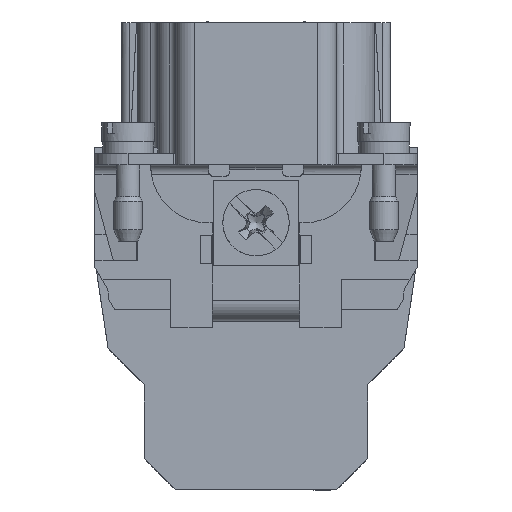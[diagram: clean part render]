
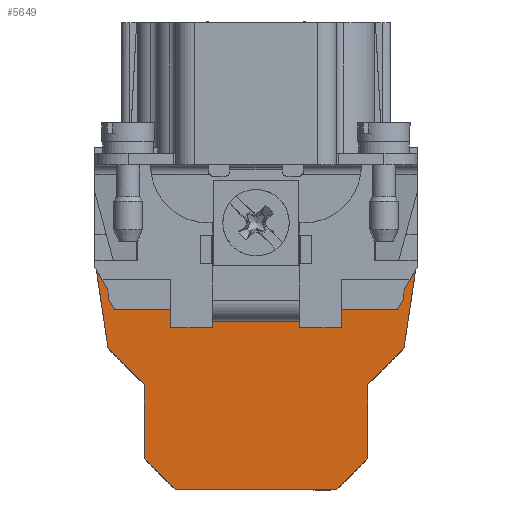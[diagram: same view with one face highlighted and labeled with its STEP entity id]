
A CAD part, left-side view. The second image highlights one B-rep face of the part: STEP entity #5649.
In plain terms, the highlighted planar face has unit normal (-1, 0, 0).
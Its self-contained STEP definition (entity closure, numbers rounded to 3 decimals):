
#4358=FACE_OUTER_BOUND('',#8910,.T.);
#5649=ADVANCED_FACE('',(#4358),#7156,.T.);
#7156=PLANE('',#34201);
#8910=EDGE_LOOP('',(#12366,#12367,#12368,#12369,#12370,#12371,#12372,#12373,
#12374,#12375,#12376,#12377,#12378,#12379,#12380,#12381,#12382,#12383));
#12366=ORIENTED_EDGE('',*,*,#22377,.F.);
#12367=ORIENTED_EDGE('',*,*,#21162,.T.);
#12368=ORIENTED_EDGE('',*,*,#22378,.T.);
#12369=ORIENTED_EDGE('',*,*,#22379,.T.);
#12370=ORIENTED_EDGE('',*,*,#22380,.T.);
#12371=ORIENTED_EDGE('',*,*,#22381,.F.);
#12372=ORIENTED_EDGE('',*,*,#22150,.F.);
#12373=ORIENTED_EDGE('',*,*,#22063,.F.);
#12374=ORIENTED_EDGE('',*,*,#22055,.F.);
#12375=ORIENTED_EDGE('',*,*,#21798,.T.);
#12376=ORIENTED_EDGE('',*,*,#22143,.F.);
#12377=ORIENTED_EDGE('',*,*,#21800,.F.);
#12378=ORIENTED_EDGE('',*,*,#22132,.F.);
#12379=ORIENTED_EDGE('',*,*,#22125,.F.);
#12380=ORIENTED_EDGE('',*,*,#22205,.F.);
#12381=ORIENTED_EDGE('',*,*,#22382,.T.);
#12382=ORIENTED_EDGE('',*,*,#22383,.F.);
#12383=ORIENTED_EDGE('',*,*,#22384,.F.);
#18421=VERTEX_POINT('',#44162);
#18422=VERTEX_POINT('',#44164);
#18883=VERTEX_POINT('',#45338);
#18888=VERTEX_POINT('',#45349);
#19007=VERTEX_POINT('',#45662);
#19010=VERTEX_POINT('',#45667);
#19012=VERTEX_POINT('',#45672);
#19013=VERTEX_POINT('',#45674);
#19176=VERTEX_POINT('',#46180);
#19182=VERTEX_POINT('',#46196);
#19219=VERTEX_POINT('',#46319);
#19220=VERTEX_POINT('',#46321);
#19386=VERTEX_POINT('',#46811);
#19387=VERTEX_POINT('',#46813);
#19388=VERTEX_POINT('',#46815);
#19389=VERTEX_POINT('',#46817);
#19390=VERTEX_POINT('',#46820);
#19391=VERTEX_POINT('',#46822);
#21162=EDGE_CURVE('',#18422,#18421,#26810,.T.);
#21798=EDGE_CURVE('',#19007,#19010,#27307,.T.);
#21800=EDGE_CURVE('',#19012,#19013,#27309,.T.);
#22055=EDGE_CURVE('',#19007,#19176,#27518,.T.);
#22063=EDGE_CURVE('',#19176,#19182,#27526,.T.);
#22125=EDGE_CURVE('',#19219,#19220,#27576,.T.);
#22132=EDGE_CURVE('',#19220,#19012,#27583,.T.);
#22143=EDGE_CURVE('',#19013,#19010,#27592,.T.);
#22150=EDGE_CURVE('',#19182,#18888,#27599,.T.);
#22205=EDGE_CURVE('',#18883,#19219,#27648,.T.);
#22377=EDGE_CURVE('',#18422,#19386,#27772,.T.);
#22378=EDGE_CURVE('',#18421,#19387,#27773,.T.);
#22379=EDGE_CURVE('',#19387,#19388,#27774,.T.);
#22380=EDGE_CURVE('',#19388,#19389,#27775,.T.);
#22381=EDGE_CURVE('',#18888,#19389,#27776,.T.);
#22382=EDGE_CURVE('',#18883,#19390,#27777,.T.);
#22383=EDGE_CURVE('',#19391,#19390,#27778,.T.);
#22384=EDGE_CURVE('',#19386,#19391,#27779,.T.);
#26810=LINE('',#44163,#29780);
#27307=LINE('',#45668,#30277);
#27309=LINE('',#45673,#30279);
#27518=LINE('',#46179,#30488);
#27526=LINE('',#46195,#30496);
#27576=LINE('',#46320,#30546);
#27583=LINE('',#46333,#30553);
#27592=LINE('',#46354,#30562);
#27599=LINE('',#46366,#30569);
#27648=LINE('',#46467,#30618);
#27772=LINE('',#46810,#30742);
#27773=LINE('',#46812,#30743);
#27774=LINE('',#46814,#30744);
#27775=LINE('',#46816,#30745);
#27776=LINE('',#46818,#30746);
#27777=LINE('',#46819,#30747);
#27778=LINE('',#46821,#30748);
#27779=LINE('',#46823,#30749);
#29780=VECTOR('',#36032,1.);
#30277=VECTOR('',#36939,1.);
#30279=VECTOR('',#36943,1.);
#30488=VECTOR('',#37420,1.);
#30496=VECTOR('',#37432,1.);
#30546=VECTOR('',#37556,1.);
#30553=VECTOR('',#37567,1.);
#30562=VECTOR('',#37582,1.);
#30569=VECTOR('',#37597,1.);
#30618=VECTOR('',#37704,1.);
#30742=VECTOR('',#38008,1.);
#30743=VECTOR('',#38009,1.);
#30744=VECTOR('',#38010,1.);
#30745=VECTOR('',#38011,1.);
#30746=VECTOR('',#38012,1.);
#30747=VECTOR('',#38013,1.);
#30748=VECTOR('',#38014,1.);
#30749=VECTOR('',#38015,1.);
#34201=AXIS2_PLACEMENT_3D('',#46824,#38016,#38017);
#36032=DIRECTION('',(0.,-1.,0.));
#36939=DIRECTION('',(0.,0.,-1.));
#36943=DIRECTION('',(0.,0.,-1.));
#37420=DIRECTION('',(0.,-0.5,0.866));
#37432=DIRECTION('',(0.,-0.087,0.996));
#37556=DIRECTION('',(0.,-0.087,-0.996));
#37567=DIRECTION('',(0.,-0.5,-0.866));
#37582=DIRECTION('',(0.,-1.,0.));
#37597=DIRECTION('',(0.,-0.5,0.866));
#37704=DIRECTION('',(0.,-0.5,-0.866));
#38008=DIRECTION('',(0.,0.707,0.707));
#38009=DIRECTION('',(0.,-0.707,0.707));
#38010=DIRECTION('',(0.,0.,1.));
#38011=DIRECTION('',(0.,-0.707,0.707));
#38012=DIRECTION('',(0.,0.149,-0.989));
#38013=DIRECTION('',(0.,-0.149,-0.989));
#38014=DIRECTION('',(0.,0.707,0.707));
#38015=DIRECTION('',(0.,0.,1.));
#38016=DIRECTION('',(-1.,0.,0.));
#38017=DIRECTION('',(0.,0.,1.));
#44162=CARTESIAN_POINT('',(-40.15,-8.5,-34.3));
#44163=CARTESIAN_POINT('',(-40.15,0.,-34.3));
#44164=CARTESIAN_POINT('',(-40.15,8.5,-34.3));
#45338=CARTESIAN_POINT('',(-40.15,16.855,-11.052));
#45349=CARTESIAN_POINT('',(-40.15,-16.855,-11.052));
#45662=CARTESIAN_POINT('',(-40.15,-14.96,-15.2));
#45667=CARTESIAN_POINT('',(-40.15,-14.96,-15.3));
#45668=CARTESIAN_POINT('',(-40.15,-14.96,-15.2));
#45672=CARTESIAN_POINT('',(-40.15,14.96,-15.2));
#45673=CARTESIAN_POINT('',(-40.15,14.96,-15.2));
#45674=CARTESIAN_POINT('',(-40.15,14.96,-15.3));
#46179=CARTESIAN_POINT('',(-40.15,-14.96,-15.2));
#46180=CARTESIAN_POINT('',(-40.15,-15.537,-14.2));
#46195=CARTESIAN_POINT('',(-40.15,-15.537,-14.2));
#46196=CARTESIAN_POINT('',(-40.15,-15.627,-13.178));
#46319=CARTESIAN_POINT('',(-40.15,15.627,-13.178));
#46320=CARTESIAN_POINT('',(-40.15,15.627,-13.178));
#46321=CARTESIAN_POINT('',(-40.15,15.537,-14.2));
#46333=CARTESIAN_POINT('',(-40.15,15.537,-14.2));
#46354=CARTESIAN_POINT('',(-40.15,-12.85,-15.3));
#46366=CARTESIAN_POINT('',(-40.15,-15.627,-13.178));
#46467=CARTESIAN_POINT('',(-40.15,17.,-10.8));
#46810=CARTESIAN_POINT('',(-40.15,8.5,-34.3));
#46811=CARTESIAN_POINT('',(-40.15,11.8,-31.));
#46812=CARTESIAN_POINT('',(-40.15,-8.5,-34.3));
#46813=CARTESIAN_POINT('',(-40.15,-11.8,-31.));
#46814=CARTESIAN_POINT('',(-40.15,-11.8,-31.));
#46815=CARTESIAN_POINT('',(-40.15,-11.8,-23.2));
#46816=CARTESIAN_POINT('',(-40.15,-11.8,-23.2));
#46817=CARTESIAN_POINT('',(-40.15,-15.6,-19.4));
#46818=CARTESIAN_POINT('',(-40.15,-16.9,-10.75));
#46819=CARTESIAN_POINT('',(-40.15,16.9,-10.75));
#46820=CARTESIAN_POINT('',(-40.15,15.6,-19.4));
#46821=CARTESIAN_POINT('',(-40.15,11.8,-23.2));
#46822=CARTESIAN_POINT('',(-40.15,11.8,-23.2));
#46823=CARTESIAN_POINT('',(-40.15,11.8,-31.));
#46824=CARTESIAN_POINT('',(-40.15,0.,0.));
